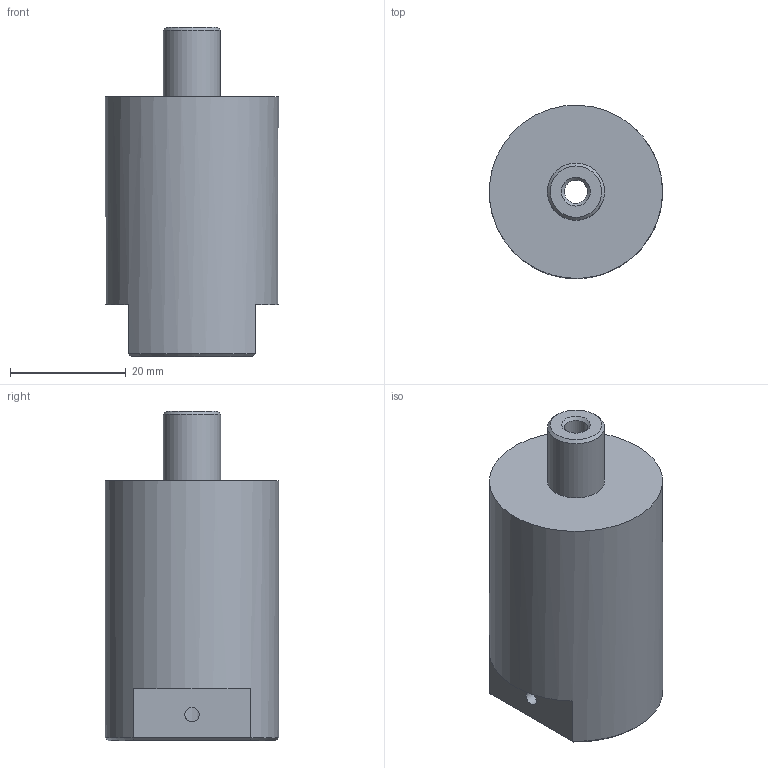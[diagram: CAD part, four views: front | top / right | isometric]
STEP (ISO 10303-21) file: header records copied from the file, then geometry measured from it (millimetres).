
FILE_DESCRIPTION( ( '' ), ' ' );
FILE_NAME( '5b23d08ed886870fc3392c24.step', '2018-06-15T14:43:27', ( '' ), ( '' ), ' ', ' ', ' ' );
FILE_SCHEMA( ( 'AUTOMOTIVE_DESIGN { 1 0 10303 214 1 1 1 1 }' ) );
Length unit declared in the file: metre
Products named in the file (1): Base
Bounding box: 29.96 x 30 x 57 mm (x, y, z)
Volume: 28275.1 mm3; surface area: 7399.4 mm2
Topology: 1 solids, 1 shells, 20 faces, 47 edges, 29 vertices
Faces by surface type: plane 9, cone 6, cylinder 5
Full cylindrical faces by diameter (mm): 2.5 x1, 4 x1, 9.9 x1, 10.2 x1, 30 x1
Entity records: 702 total; most frequent: CARTESIAN_POINT 128, DIRECTION 86, ORIENTED_EDGE 64, AXIS2_PLACEMENT_3D 38, EDGE_LOOP 34, EDGE_CURVE 32, FACE_OUTER_BOUND 25, VERTEX_POINT 24
